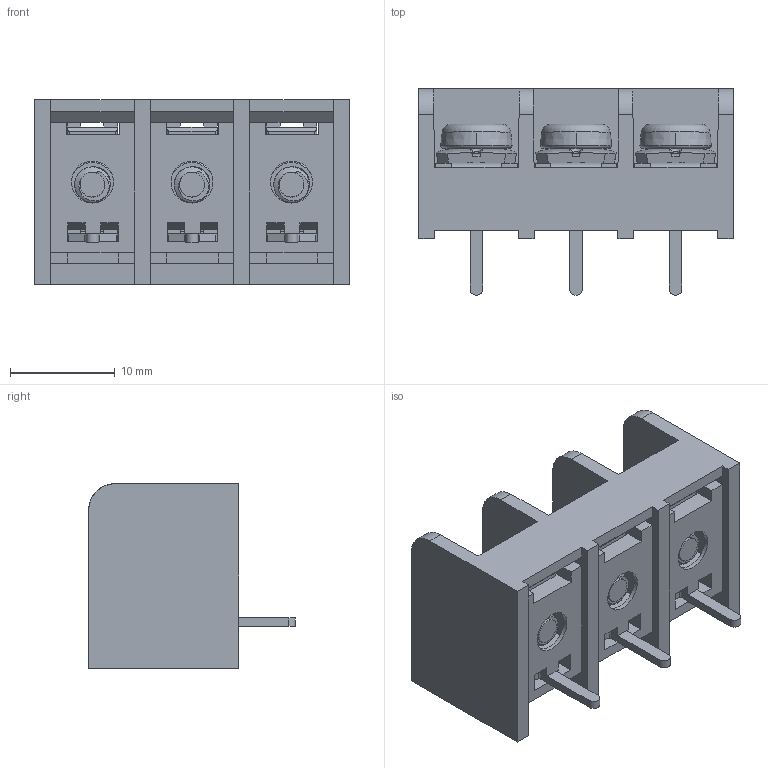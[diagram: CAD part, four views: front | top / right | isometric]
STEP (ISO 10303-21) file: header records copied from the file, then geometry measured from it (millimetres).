
FILE_DESCRIPTION((''),'2;1');
FILE_NAME('3PIN','2021-05-07T',('hanke'),(''),'CREO PARAMETRIC BY PTC INC, 2016260','CREO PARAMETRIC BY PTC INC, 2016260','');
FILE_SCHEMA(('CONFIG_CONTROL_DESIGN'));
Products named in the file (1): 3PIN
Bounding box: 30 x 19.7 x 17.6 mm (x, y, z)
Volume: 3518.4 mm3; surface area: 5749.1 mm2
Topology: 1 solids, 4 shells, 973 faces, 3165 edges, 2065 vertices
Faces by surface type: plane 627, cylinder 154, bspline 144, torus 30, cone 18
Entity records: 57189 total; most frequent: CARTESIAN_POINT 31297, ORIENTED_EDGE 6318, DIRECTION 4216, EDGE_CURVE 3159, VERTEX_POINT 2065, VECTOR 1858, LINE 1858, AXIS2_PLACEMENT_3D 1179
